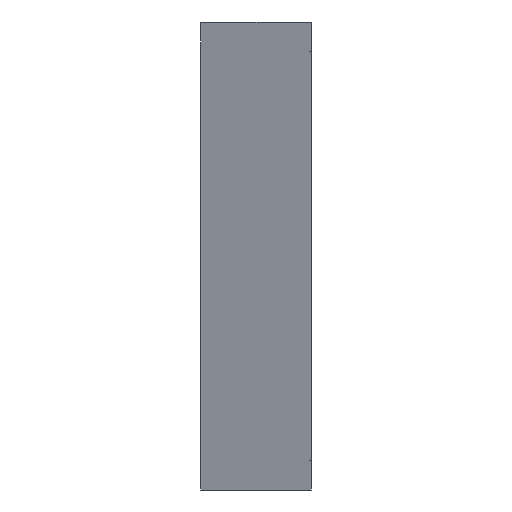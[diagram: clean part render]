
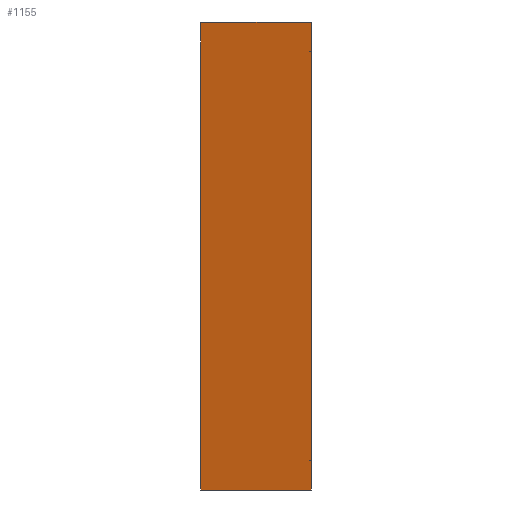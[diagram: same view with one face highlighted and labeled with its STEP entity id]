
A CAD part, left-side view. The second image highlights one B-rep face of the part: STEP entity #1155.
In plain terms, the highlighted planar face has unit normal (-0.402, -0.916, 0).
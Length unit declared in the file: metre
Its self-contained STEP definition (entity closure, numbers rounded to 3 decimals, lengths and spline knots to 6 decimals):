
#110=LINE('',#1863,#185);
#113=LINE('',#1871,#188);
#119=LINE('',#1886,#194);
#134=LINE('',#1916,#209);
#144=LINE('',#1946,#219);
#145=LINE('',#1950,#220);
#185=VECTOR('',#1500,1.);
#188=VECTOR('',#1505,1.);
#194=VECTOR('',#1517,1.);
#209=VECTOR('',#1536,1.);
#219=VECTOR('',#1562,1.);
#220=VECTOR('',#1569,1.);
#379=ORIENTED_EDGE('',*,*,#644,.T.);
#380=ORIENTED_EDGE('',*,*,#677,.F.);
#381=ORIENTED_EDGE('',*,*,#636,.T.);
#382=ORIENTED_EDGE('',*,*,#660,.F.);
#383=ORIENTED_EDGE('',*,*,#632,.T.);
#384=ORIENTED_EDGE('',*,*,#676,.F.);
#632=EDGE_CURVE('',#791,#790,#110,.T.);
#636=EDGE_CURVE('',#795,#794,#113,.T.);
#644=EDGE_CURVE('',#801,#800,#119,.T.);
#660=EDGE_CURVE('',#791,#794,#134,.T.);
#676=EDGE_CURVE('',#801,#790,#144,.T.);
#677=EDGE_CURVE('',#795,#800,#145,.T.);
#790=VERTEX_POINT('',#1862);
#791=VERTEX_POINT('',#1864);
#794=VERTEX_POINT('',#1870);
#795=VERTEX_POINT('',#1872);
#800=VERTEX_POINT('',#1885);
#801=VERTEX_POINT('',#1887);
#942=EDGE_LOOP('',(#379,#380,#381,#382,#383,#384));
#1057=FACE_BOUND('',#942,.T.);
#1131=PLANE('',#1291);
#1155=ADVANCED_FACE('',(#1057),#1131,.T.);
#1291=AXIS2_PLACEMENT_3D('',#1951,#1570,#1571);
#1500=DIRECTION('',(0.,0.,1.));
#1505=DIRECTION('',(0.,0.,1.));
#1517=DIRECTION('',(0.,0.,-1.));
#1536=DIRECTION('',(0.,0.,-1.));
#1562=DIRECTION('',(0.916,-0.402,0.));
#1569=DIRECTION('',(-0.916,0.402,0.));
#1570=DIRECTION('',(-0.402,-0.916,0.));
#1571=DIRECTION('',(0.916,-0.402,0.));
#1862=CARTESIAN_POINT('',(0.012156,-0.010668,0.022526));
#1863=CARTESIAN_POINT('',(0.012156,-0.010668,0.));
#1864=CARTESIAN_POINT('',(0.012156,-0.010668,0.019732));
#1870=CARTESIAN_POINT('',(0.012156,-0.010668,-0.019732));
#1871=CARTESIAN_POINT('',(0.012156,-0.010668,0.));
#1872=CARTESIAN_POINT('',(0.012156,-0.010668,-0.022526));
#1885=CARTESIAN_POINT('',(-0.012156,0.,-0.022526));
#1886=CARTESIAN_POINT('',(-0.012156,0.,0.));
#1887=CARTESIAN_POINT('',(-0.012156,0.,0.022526));
#1916=CARTESIAN_POINT('',(0.012156,-0.010668,0.030306));
#1946=CARTESIAN_POINT('',(0.001963,-0.006195,0.022526));
#1950=CARTESIAN_POINT('',(0.,-0.005334,-0.022526));
#1951=CARTESIAN_POINT('',(0.,-0.005334,0.030306));
